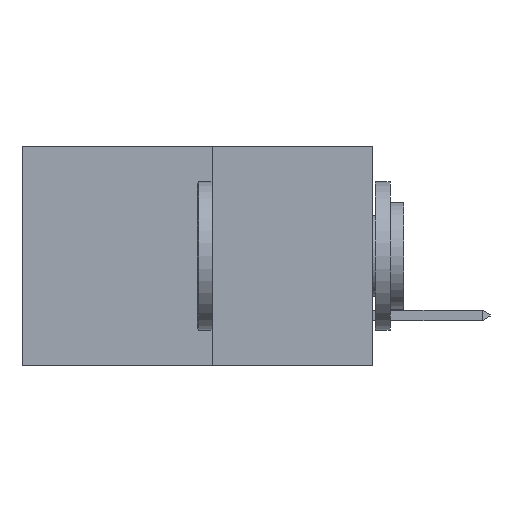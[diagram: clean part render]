
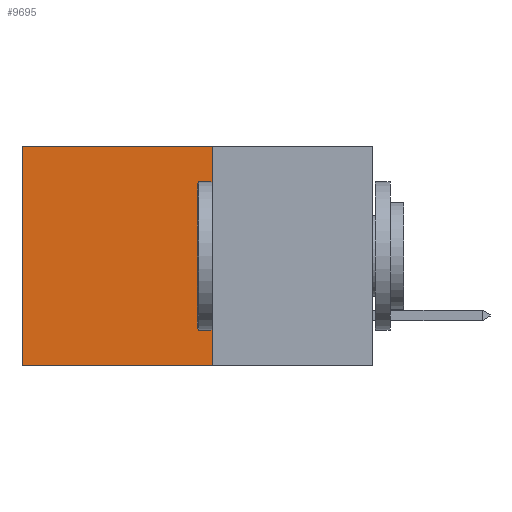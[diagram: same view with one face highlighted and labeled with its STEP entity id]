
A CAD part, left-side view. The second image highlights one B-rep face of the part: STEP entity #9695.
In plain terms, the highlighted planar face has unit normal (-1, 0, 0).
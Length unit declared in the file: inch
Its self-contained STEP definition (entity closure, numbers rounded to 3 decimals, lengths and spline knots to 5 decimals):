
#716 = VERTEX_POINT ( 'NONE', #19346 ) ;
#767 = LINE ( 'NONE', #27292, #12436 ) ;
#957 = VERTEX_POINT ( 'NONE', #11521 ) ;
#2262 = VECTOR ( 'NONE', #3885, 39.37008 ) ;
#2896 = VERTEX_POINT ( 'NONE', #26577 ) ;
#3885 = DIRECTION ( 'NONE',  ( 0., 1., 0. ) ) ;
#5968 = ORIENTED_EDGE ( 'NONE', *, *, #27028, .T. ) ;
#7083 = AXIS2_PLACEMENT_3D ( 'NONE', #25068, #11441, #27306 ) ;
#7462 = LINE ( 'NONE', #23769, #12916 ) ;
#8554 = CARTESIAN_POINT ( 'NONE',  ( 0.277, 0.27, -0.37 ) ) ;
#9101 = PLANE ( 'NONE',  #7083 ) ;
#9695 = ADVANCED_FACE ( 'NONE', ( #13781 ), #9101, .F. ) ;
#9701 = VECTOR ( 'NONE', #22293, 39.37008 ) ;
#11441 = DIRECTION ( 'NONE',  ( 1., 0., 0. ) ) ;
#11521 = CARTESIAN_POINT ( 'NONE',  ( 0.277, 0.59, -0.37 ) ) ;
#12436 = VECTOR ( 'NONE', #24957, 39.37008 ) ;
#12916 = VECTOR ( 'NONE', #26000, 39.37008 ) ;
#13142 = CARTESIAN_POINT ( 'NONE',  ( 0.277, 0.27, -0.37 ) ) ;
#13781 = FACE_OUTER_BOUND ( 'NONE', #26074, .T. ) ;
#14613 = LINE ( 'NONE', #13142, #2262 ) ;
#15640 = EDGE_CURVE ( 'NONE', #716, #957, #7462, .T. ) ;
#16220 = ORIENTED_EDGE ( 'NONE', *, *, #15640, .T. ) ;
#17078 = EDGE_CURVE ( 'NONE', #2896, #957, #14613, .T. ) ;
#19346 = CARTESIAN_POINT ( 'NONE',  ( 0.277, 0.59, 0. ) ) ;
#21115 = EDGE_CURVE ( 'NONE', #28545, #2896, #21884, .T. ) ;
#21884 = LINE ( 'NONE', #8554, #9701 ) ;
#22293 = DIRECTION ( 'NONE',  ( 0., 0., -1. ) ) ;
#23232 = ORIENTED_EDGE ( 'NONE', *, *, #17078, .F. ) ;
#23769 = CARTESIAN_POINT ( 'NONE',  ( 0.277, 0.59, -0.37 ) ) ;
#24010 = CARTESIAN_POINT ( 'NONE',  ( 0.277, 0.27, 0. ) ) ;
#24957 = DIRECTION ( 'NONE',  ( 0., 1., 0. ) ) ;
#25068 = CARTESIAN_POINT ( 'NONE',  ( 0.277, 0.27, -0.37 ) ) ;
#25463 = ORIENTED_EDGE ( 'NONE', *, *, #21115, .F. ) ;
#26000 = DIRECTION ( 'NONE',  ( 0., 0., -1. ) ) ;
#26074 = EDGE_LOOP ( 'NONE', ( #16220, #23232, #25463, #5968 ) ) ;
#26577 = CARTESIAN_POINT ( 'NONE',  ( 0.277, 0.27, -0.37 ) ) ;
#27028 = EDGE_CURVE ( 'NONE', #28545, #716, #767, .T. ) ;
#27292 = CARTESIAN_POINT ( 'NONE',  ( 0.277, 0.27, 0. ) ) ;
#27306 = DIRECTION ( 'NONE',  ( 0., 0., -1. ) ) ;
#28545 = VERTEX_POINT ( 'NONE', #24010 ) ;
